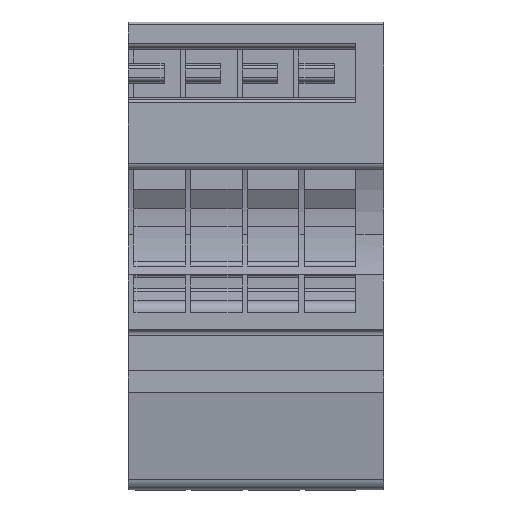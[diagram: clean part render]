
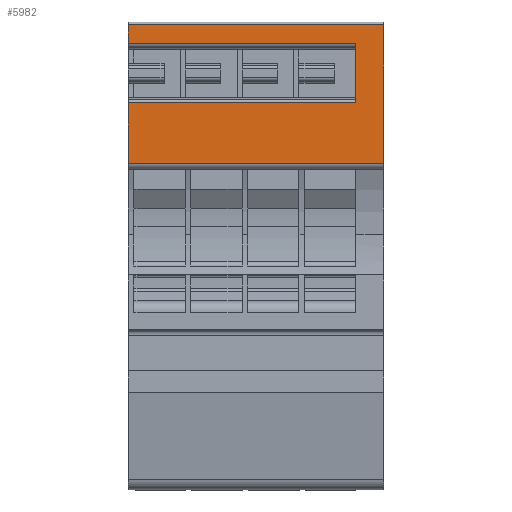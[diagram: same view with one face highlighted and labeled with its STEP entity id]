
A CAD part, front view. The second image highlights one B-rep face of the part: STEP entity #5982.
In plain terms, the highlighted planar face has unit normal (0, -1, 0).
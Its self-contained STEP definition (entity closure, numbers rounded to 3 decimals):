
#5955=AXIS2_PLACEMENT_3D('Plane Axis2P3D',#5952,#5953,#5954) ;
#1709=CARTESIAN_POINT('Vertex',(0.,0.,34.757)) ;
#1919=CARTESIAN_POINT('Vertex',(0.,0.,40.089)) ;
#1922=CARTESIAN_POINT('Line Origine',(0.,0.,40.92)) ;
#1926=CARTESIAN_POINT('Vertex',(0.,0.,41.75)) ;
#2771=CARTESIAN_POINT('Vertex',(0.,0.,29.3)) ;
#2774=CARTESIAN_POINT('Line Origine',(0.,0.,32.028)) ;
#2968=CARTESIAN_POINT('Line Origine',(22.9,0.,35.525)) ;
#2972=CARTESIAN_POINT('Vertex',(22.9,0.,41.75)) ;
#2974=CARTESIAN_POINT('Vertex',(22.9,0.,29.3)) ;
#4855=CARTESIAN_POINT('Line Origine',(10.2,0.,34.757)) ;
#4859=CARTESIAN_POINT('Vertex',(20.4,0.,34.757)) ;
#5932=CARTESIAN_POINT('Line Origine',(10.2,0.,40.089)) ;
#5936=CARTESIAN_POINT('Vertex',(20.4,0.,40.089)) ;
#5952=CARTESIAN_POINT('Axis2P3D Location',(22.9,0.,41.75)) ;
#5957=CARTESIAN_POINT('Line Origine',(11.45,0.,29.3)) ;
#5962=CARTESIAN_POINT('Line Origine',(11.45,0.,41.75)) ;
#5967=CARTESIAN_POINT('Line Origine',(20.4,0.,37.423)) ;
#1923=DIRECTION('Vector Direction',(0.,0.,-1.)) ;
#2775=DIRECTION('Vector Direction',(0.,0.,-1.)) ;
#2969=DIRECTION('Vector Direction',(0.,0.,-1.)) ;
#4856=DIRECTION('Vector Direction',(1.,0.,0.)) ;
#5933=DIRECTION('Vector Direction',(-1.,0.,0.)) ;
#5953=DIRECTION('Axis2P3D Direction',(0.,1.,-0.)) ;
#5954=DIRECTION('Axis2P3D XDirection',(-1.,0.,0.)) ;
#5958=DIRECTION('Vector Direction',(-1.,0.,0.)) ;
#5963=DIRECTION('Vector Direction',(-1.,0.,0.)) ;
#5968=DIRECTION('Vector Direction',(0.,0.,-1.)) ;
#1924=VECTOR('Line Direction',#1923,1.) ;
#2776=VECTOR('Line Direction',#2775,1.) ;
#2970=VECTOR('Line Direction',#2969,1.) ;
#4857=VECTOR('Line Direction',#4856,1.) ;
#5934=VECTOR('Line Direction',#5933,1.) ;
#5959=VECTOR('Line Direction',#5958,1.) ;
#5964=VECTOR('Line Direction',#5963,1.) ;
#5969=VECTOR('Line Direction',#5968,1.) ;
#5973=ORIENTED_EDGE('',*,*,#4861,.F.) ;
#5974=ORIENTED_EDGE('',*,*,#2778,.T.) ;
#5975=ORIENTED_EDGE('',*,*,#5961,.F.) ;
#5976=ORIENTED_EDGE('',*,*,#2976,.F.) ;
#5977=ORIENTED_EDGE('',*,*,#5966,.T.) ;
#5978=ORIENTED_EDGE('',*,*,#1928,.T.) ;
#5979=ORIENTED_EDGE('',*,*,#5938,.F.) ;
#5980=ORIENTED_EDGE('',*,*,#5971,.T.) ;
#5982=ADVANCED_FACE('V1',(#5981),#5956,.F.) ;
#1928=EDGE_CURVE('',#1927,#1920,#1925,.T.) ;
#2778=EDGE_CURVE('',#1710,#2772,#2777,.T.) ;
#2976=EDGE_CURVE('',#2973,#2975,#2971,.T.) ;
#4861=EDGE_CURVE('',#1710,#4860,#4858,.T.) ;
#5938=EDGE_CURVE('',#5937,#1920,#5935,.T.) ;
#5961=EDGE_CURVE('',#2975,#2772,#5960,.T.) ;
#5966=EDGE_CURVE('',#2973,#1927,#5965,.T.) ;
#5971=EDGE_CURVE('',#5937,#4860,#5970,.T.) ;
#5972=EDGE_LOOP('',(#5973,#5974,#5975,#5976,#5977,#5978,#5979,#5980)) ;
#5981=FACE_OUTER_BOUND('',#5972,.T.) ;
#1925=LINE('Line',#1922,#1924) ;
#2777=LINE('Line',#2774,#2776) ;
#2971=LINE('Line',#2968,#2970) ;
#4858=LINE('Line',#4855,#4857) ;
#5935=LINE('Line',#5932,#5934) ;
#5960=LINE('Line',#5957,#5959) ;
#5965=LINE('Line',#5962,#5964) ;
#5970=LINE('Line',#5967,#5969) ;
#5956=PLANE('',#5955) ;
#1710=VERTEX_POINT('',#1709) ;
#1920=VERTEX_POINT('',#1919) ;
#1927=VERTEX_POINT('',#1926) ;
#2772=VERTEX_POINT('',#2771) ;
#2973=VERTEX_POINT('',#2972) ;
#2975=VERTEX_POINT('',#2974) ;
#4860=VERTEX_POINT('',#4859) ;
#5937=VERTEX_POINT('',#5936) ;
